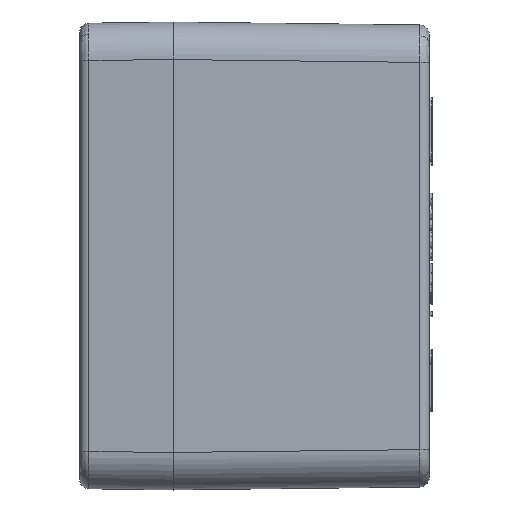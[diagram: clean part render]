
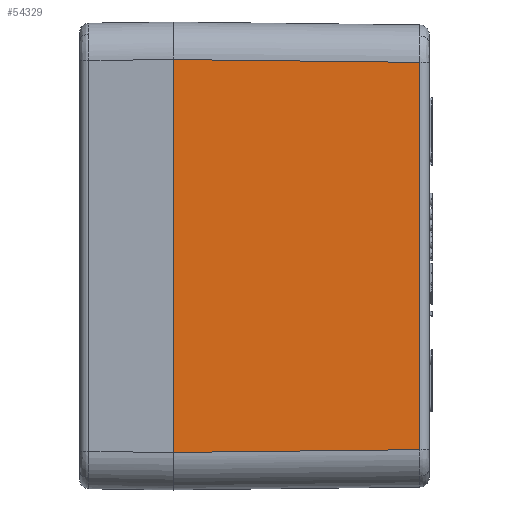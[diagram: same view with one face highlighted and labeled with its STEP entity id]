
A CAD part, left-side view. The second image highlights one B-rep face of the part: STEP entity #54329.
In plain terms, the highlighted planar face has unit normal (-1, -0.011, 0).
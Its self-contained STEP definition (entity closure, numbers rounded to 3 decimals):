
#6159 = DIRECTION ( 'NONE',  ( -1., -0.011, 0. ) ) ;
#8841 = DIRECTION ( 'NONE',  ( 0., 0., 1. ) ) ;
#10638 = LINE ( 'NONE', #39513, #54538 ) ;
#13510 = LINE ( 'NONE', #29164, #42154 ) ;
#14579 = EDGE_CURVE ( 'NONE', #58129, #72149, #13510, .T. ) ;
#21339 = AXIS2_PLACEMENT_3D ( 'NONE', #40190, #6159, #46247 ) ;
#22691 = VERTEX_POINT ( 'NONE', #25717 ) ;
#23386 = EDGE_LOOP ( 'NONE', ( #27608, #52027, #37124, #44385 ) ) ;
#24957 = CARTESIAN_POINT ( 'NONE',  ( -39.532, -39.217, 31.033 ) ) ;
#25514 = CARTESIAN_POINT ( 'NONE',  ( -39.532, -39.217, -31.033 ) ) ;
#25528 = LINE ( 'NONE', #54999, #54171 ) ;
#25717 = CARTESIAN_POINT ( 'NONE',  ( -39.981, 0.3, 31.481 ) ) ;
#27608 = ORIENTED_EDGE ( 'NONE', *, *, #14579, .T. ) ;
#29164 = CARTESIAN_POINT ( 'NONE',  ( -40.001, 2.068, -31.501 ) ) ;
#34634 = CARTESIAN_POINT ( 'NONE',  ( -39.981, 0.3, -31.481 ) ) ;
#34882 = DIRECTION ( 'NONE',  ( 0.011, -1., 0.011 ) ) ;
#37124 = ORIENTED_EDGE ( 'NONE', *, *, #67685, .T. ) ;
#39513 = CARTESIAN_POINT ( 'NONE',  ( -39.991, 1.217, 31.492 ) ) ;
#40190 = CARTESIAN_POINT ( 'NONE',  ( -40., 2., -37.5 ) ) ;
#42154 = VECTOR ( 'NONE', #34882, 1000. ) ;
#43535 = EDGE_CURVE ( 'NONE', #72149, #58963, #44386, .T. ) ;
#44385 = ORIENTED_EDGE ( 'NONE', *, *, #63332, .F. ) ;
#44386 = LINE ( 'NONE', #54709, #59599 ) ;
#46247 = DIRECTION ( 'NONE',  ( 0.011, -1., 0. ) ) ;
#52027 = ORIENTED_EDGE ( 'NONE', *, *, #43535, .T. ) ;
#54171 = VECTOR ( 'NONE', #60728, 1000. ) ;
#54329 = ADVANCED_FACE ( 'NONE', ( #57534 ), #63268, .T. ) ;
#54538 = VECTOR ( 'NONE', #68354, 1000. ) ;
#54709 = CARTESIAN_POINT ( 'NONE',  ( -39.532, -39.217, 31.016 ) ) ;
#54999 = CARTESIAN_POINT ( 'NONE',  ( -39.981, 0.3, -37.5 ) ) ;
#57534 = FACE_OUTER_BOUND ( 'NONE', #23386, .T. ) ;
#58129 = VERTEX_POINT ( 'NONE', #34634 ) ;
#58963 = VERTEX_POINT ( 'NONE', #24957 ) ;
#59599 = VECTOR ( 'NONE', #8841, 1000. ) ;
#60728 = DIRECTION ( 'NONE',  ( 0., 0., 1. ) ) ;
#63268 = PLANE ( 'NONE',  #21339 ) ;
#63332 = EDGE_CURVE ( 'NONE', #58129, #22691, #25528, .T. ) ;
#67685 = EDGE_CURVE ( 'NONE', #58963, #22691, #10638, .T. ) ;
#68354 = DIRECTION ( 'NONE',  ( -0.011, 1., 0.011 ) ) ;
#72149 = VERTEX_POINT ( 'NONE', #25514 ) ;
